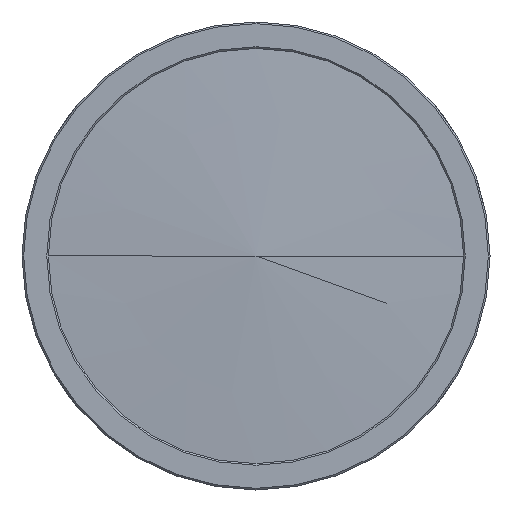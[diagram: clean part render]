
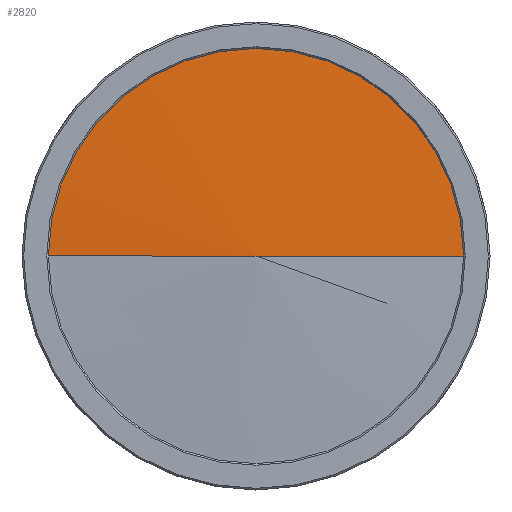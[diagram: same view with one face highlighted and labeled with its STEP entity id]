
A CAD part, left-side view. The second image highlights one B-rep face of the part: STEP entity #2820.
In plain terms, the highlighted conical face has half-angle 87.033 degrees and reference radius 19292.3 mm.
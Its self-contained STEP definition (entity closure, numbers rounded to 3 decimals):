
#17 = ORIENTED_EDGE ( 'NONE', *, *, #2395, .T. ) ;
#38 = ORIENTED_EDGE ( 'NONE', *, *, #876, .F. ) ;
#246 = VERTEX_POINT ( 'NONE', #3861 ) ;
#475 = DIRECTION ( 'NONE',  ( 0., 0., -1. ) ) ;
#699 = CARTESIAN_POINT ( 'NONE',  ( 0., 0., 0. ) ) ;
#702 = AXIS2_PLACEMENT_3D ( 'NONE', #1494, #2896, #475 ) ;
#876 = EDGE_CURVE ( 'NONE', #1834, #2215, #2695, .T. ) ;
#1027 = EDGE_CURVE ( 'NONE', #2215, #246, #1562, .T. ) ;
#1287 = FACE_OUTER_BOUND ( 'NONE', #3836, .T. ) ;
#1494 = CARTESIAN_POINT ( 'NONE',  ( 1.931, 0., 0. ) ) ;
#1562 = CIRCLE ( 'NONE', #702, 37.25 ) ;
#1834 = VERTEX_POINT ( 'NONE', #3839 ) ;
#1966 = CONICAL_SURFACE ( 'NONE', #2244, 19292.286, 1.519 ) ;
#2074 = DIRECTION ( 'NONE',  ( 0.052, -0.999, 0. ) ) ;
#2215 = VERTEX_POINT ( 'NONE', #3694 ) ;
#2244 = AXIS2_PLACEMENT_3D ( 'NONE', #4395, #4374, #2363 ) ;
#2363 = DIRECTION ( 'NONE',  ( 0., 1., 0. ) ) ;
#2395 = EDGE_CURVE ( 'NONE', #1834, #246, #2461, .T. ) ;
#2461 = LINE ( 'NONE', #699, #4260 ) ;
#2540 = ORIENTED_EDGE ( 'NONE', *, *, #1027, .F. ) ;
#2637 = VECTOR ( 'NONE', #3795, 1000. ) ;
#2695 = LINE ( 'NONE', #2698, #2637 ) ;
#2698 = CARTESIAN_POINT ( 'NONE',  ( 0., 0., 0. ) ) ;
#2820 = ADVANCED_FACE ( 'NONE', ( #1287 ), #1966, .T. ) ;
#2896 = DIRECTION ( 'NONE',  ( 1., 0., 0. ) ) ;
#3694 = CARTESIAN_POINT ( 'NONE',  ( 1.931, 37.25, 0. ) ) ;
#3795 = DIRECTION ( 'NONE',  ( 0.052, 0.999, 0. ) ) ;
#3836 = EDGE_LOOP ( 'NONE', ( #38, #17, #2540 ) ) ;
#3839 = CARTESIAN_POINT ( 'NONE',  ( 0., 0., 0. ) ) ;
#3861 = CARTESIAN_POINT ( 'NONE',  ( 1.931, -37.25, 0. ) ) ;
#4260 = VECTOR ( 'NONE', #2074, 1000. ) ;
#4374 = DIRECTION ( 'NONE',  ( 1., 0., 0. ) ) ;
#4395 = CARTESIAN_POINT ( 'NONE',  ( 1000., 0., 0. ) ) ;
